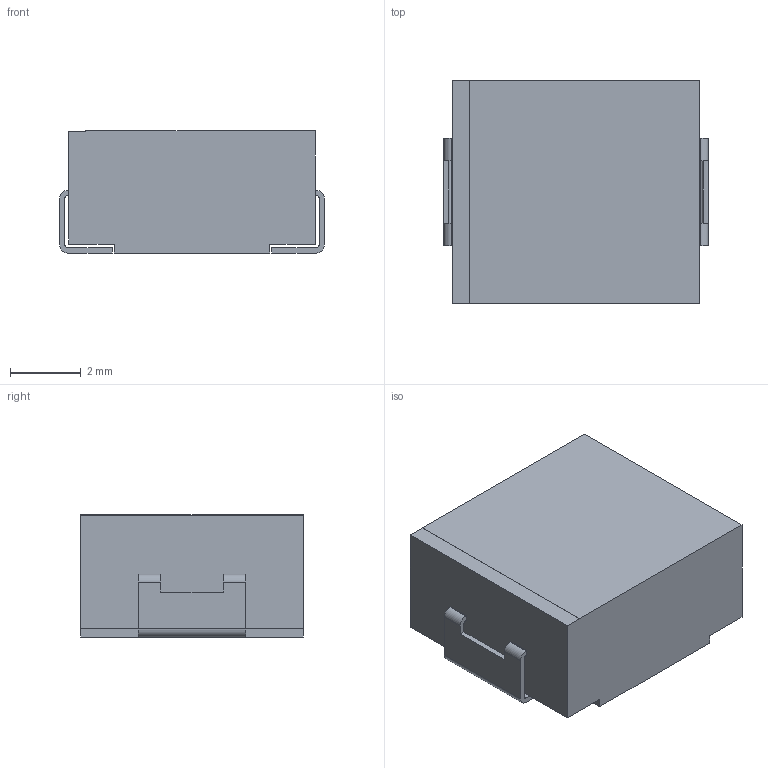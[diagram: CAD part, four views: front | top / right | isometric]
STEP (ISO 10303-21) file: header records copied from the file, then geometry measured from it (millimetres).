
FILE_DESCRIPTION (( 'STEP AP214' ), '1' );
FILE_NAME ('CADEFAU06271929268025.step', '2006-06-27T23:29:29', ( 'sysadmin' ), ( 'SolidWorks' ), 'SwSTEP 2.0', 'SolidWorks 2006116', '' );
FILE_SCHEMA (( 'AUTOMOTIVE_DESIGN' ));
Length unit declared in the file: inch
Products named in the file (1): CADEFAU06271929268025
Bounding box: 7.5 x 6.3 x 3.45 mm (x, y, z)
Volume: 150.6 mm3; surface area: 215.8 mm2
Topology: 1 solids, 1 shells, 52 faces, 150 edges, 100 vertices
Faces by surface type: plane 40, cylinder 12
Entity records: 1889 total; most frequent: CARTESIAN_POINT 303, ORIENTED_EDGE 300, DIRECTION 280, EDGE_CURVE 150, VECTOR 126, LINE 126, VERTEX_POINT 100, AXIS2_PLACEMENT_3D 77
